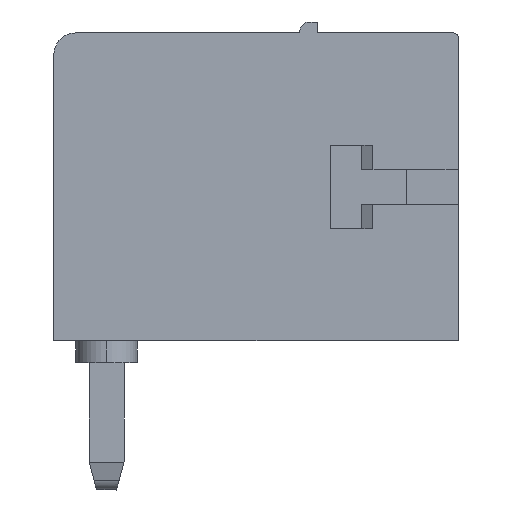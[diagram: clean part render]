
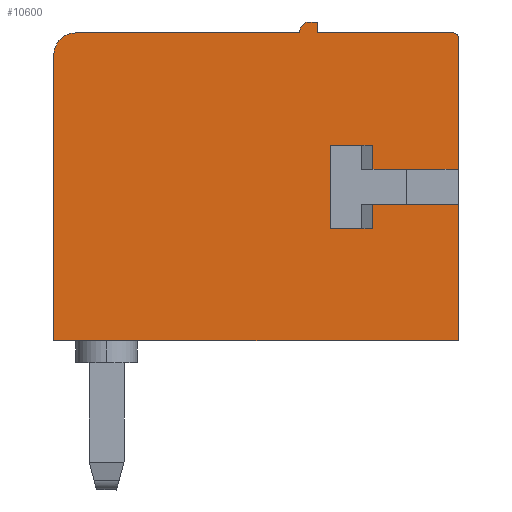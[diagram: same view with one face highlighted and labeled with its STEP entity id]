
A CAD part, left-side view. The second image highlights one B-rep face of the part: STEP entity #10600.
In plain terms, the highlighted face is planar.
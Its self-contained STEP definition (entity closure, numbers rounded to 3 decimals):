
#1510=CARTESIAN_POINT('',(-62.201,0.283,
-0.175));
#1520=VERTEX_POINT('',#1510);
#1690=CARTESIAN_POINT('',(-62.201,1.083,-0.175
));
#1700=VERTEX_POINT('',#1690);
#5670=CARTESIAN_POINT('',(-65.401,4.183,
-0.175));
#5680=VERTEX_POINT('',#5670);
#5710=CARTESIAN_POINT('',(-65.401,2.421,
-0.175));
#5720=DIRECTION('',(0.,1.,0.));
#5730=VECTOR('',#5720,1.);
#5740=LINE('',#5710,#5730);
#5750=CARTESIAN_POINT('',(-65.401,4.433,
-0.175));
#5760=VERTEX_POINT('',#5750);
#5770=EDGE_CURVE('',#5680,#5760,#5740,.T.);
#8000=CARTESIAN_POINT('',(-65.801,4.183,
-0.175));
#8010=VERTEX_POINT('',#8000);
#8040=CARTESIAN_POINT('',(-66.93,4.183,
-0.175));
#8050=DIRECTION('',(-1.,0.,0.));
#8060=VECTOR('',#8050,1.);
#8070=LINE('',#8040,#8060);
#8080=CARTESIAN_POINT('',(-70.901,4.183,-0.175))
;
#8090=VERTEX_POINT('',#8080);
#8100=EDGE_CURVE('',#8010,#8090,#8070,.T.);
#9240=CARTESIAN_POINT('',(-69.529,14.133,
-0.175));
#9250=DIRECTION('',(0.,0.,-1.));
#9260=DIRECTION('',(1.,0.,0.));
#9270=AXIS2_PLACEMENT_3D('',#9240,#9250,#9260);
#9280=PLANE('',#9270);
#9290=CARTESIAN_POINT('',(-66.93,1.083,
-0.175));
#9300=DIRECTION('',(-1.,0.,0.));
#9310=VECTOR('',#9300,1.);
#9320=LINE('',#9290,#9310);
#9330=CARTESIAN_POINT('',(-64.147,1.083,
-0.175));
#9340=VERTEX_POINT('',#9330);
#9350=EDGE_CURVE('',#1700,#9340,#9320,.T.);
#9360=ORIENTED_EDGE('',*,*,#9350,.F.);
#9370=CARTESIAN_POINT('',(-64.147,2.421,
-0.175));
#9380=DIRECTION('',(0.,1.,0.));
#9390=VECTOR('',#9380,1.);
#9400=LINE('',#9370,#9390);
#9410=CARTESIAN_POINT('',(-64.147,1.633,
-0.175));
#9420=VERTEX_POINT('',#9410);
#9430=EDGE_CURVE('',#9340,#9420,#9400,.T.);
#9440=ORIENTED_EDGE('',*,*,#9430,.F.);
#9450=CARTESIAN_POINT('',(-66.93,1.633,
-0.175));
#9460=DIRECTION('',(1.,0.,0.));
#9470=VECTOR('',#9460,1.);
#9480=LINE('',#9450,#9470);
#9490=CARTESIAN_POINT('',(-64.854,1.633,
-0.175));
#9500=VERTEX_POINT('',#9490);
#9510=EDGE_CURVE('',#9500,#9420,#9480,.T.);
#9520=ORIENTED_EDGE('',*,*,#9510,.T.);
#9530=CARTESIAN_POINT('',(-64.854,2.421,
-0.175));
#9540=DIRECTION('',(0.,-1.,0.));
#9550=VECTOR('',#9540,1.);
#9560=LINE('',#9530,#9550);
#9570=CARTESIAN_POINT('',(-64.854,-0.267,
-0.175));
#9580=VERTEX_POINT('',#9570);
#9590=EDGE_CURVE('',#9500,#9580,#9560,.T.);
#9600=ORIENTED_EDGE('',*,*,#9590,.F.);
#9610=CARTESIAN_POINT('',(-66.93,-0.267,
-0.175));
#9620=DIRECTION('',(1.,0.,0.));
#9630=VECTOR('',#9620,1.);
#9640=LINE('',#9610,#9630);
#9650=CARTESIAN_POINT('',(-64.147,-0.267,
-0.175));
#9660=VERTEX_POINT('',#9650);
#9670=EDGE_CURVE('',#9580,#9660,#9640,.T.);
#9680=ORIENTED_EDGE('',*,*,#9670,.F.);
#9690=CARTESIAN_POINT('',(-64.147,2.421,
-0.175));
#9700=DIRECTION('',(0.,1.,0.));
#9710=VECTOR('',#9700,1.);
#9720=LINE('',#9690,#9710);
#9730=CARTESIAN_POINT('',(-64.147,0.283,
-0.175));
#9740=VERTEX_POINT('',#9730);
#9750=EDGE_CURVE('',#9660,#9740,#9720,.T.);
#9760=ORIENTED_EDGE('',*,*,#9750,.F.);
#9770=CARTESIAN_POINT('',(-66.93,0.283,
-0.175));
#9780=DIRECTION('',(1.,0.,0.));
#9790=VECTOR('',#9780,1.);
#9800=LINE('',#9770,#9790);
#9810=EDGE_CURVE('',#9740,#1520,#9800,.T.);
#9820=ORIENTED_EDGE('',*,*,#9810,.F.);
#9830=CARTESIAN_POINT('',(-62.201,2.421,-0.175
));
#9840=DIRECTION('',(0.,1.,0.));
#9850=VECTOR('',#9840,1.);
#9860=LINE('',#9830,#9850);
#9870=CARTESIAN_POINT('',(-62.201,-2.817,-0.175
));
#9880=VERTEX_POINT('',#9870);
#9890=EDGE_CURVE('',#9880,#1520,#9860,.T.);
#9900=ORIENTED_EDGE('',*,*,#9890,.T.);
#9910=CARTESIAN_POINT('',(-66.93,-2.817,
-0.175));
#9920=DIRECTION('',(-1.,0.,0.));
#9930=VECTOR('',#9920,1.);
#9940=LINE('',#9910,#9930);
#9950=CARTESIAN_POINT('',(-71.401,-2.817,-0.175
));
#9960=VERTEX_POINT('',#9950);
#9970=EDGE_CURVE('',#9880,#9960,#9940,.T.);
#9980=ORIENTED_EDGE('',*,*,#9970,.F.);
#9990=CARTESIAN_POINT('',(-71.401,2.421,-0.175
));
#10000=DIRECTION('',(0.,1.,0.));
#10010=VECTOR('',#10000,1.);
#10020=LINE('',#9990,#10010);
#10030=CARTESIAN_POINT('',(-71.401,3.683,
-0.175));
#10040=VERTEX_POINT('',#10030);
#10050=EDGE_CURVE('',#9960,#10040,#10020,.T.);
#10060=ORIENTED_EDGE('',*,*,#10050,.F.);
#10070=CARTESIAN_POINT('',(-70.901,3.683,
-0.175));
#10080=DIRECTION('',(0.,0.,1.));
#10090=DIRECTION('',(1.,0.,0.));
#10100=AXIS2_PLACEMENT_3D('',#10070,#10080,#10090);
#10110=CIRCLE('',#10100,0.5);
#10120=EDGE_CURVE('',#8090,#10040,#10110,.T.);
#10130=ORIENTED_EDGE('',*,*,#10120,.T.);
#10140=ORIENTED_EDGE('',*,*,#8100,.T.);
#10150=CARTESIAN_POINT('',(-65.801,2.421,
-0.175));
#10160=DIRECTION('',(-0.,-1.,0.));
#10170=VECTOR('',#10160,1.);
#10180=LINE('',#10150,#10170);
#10190=CARTESIAN_POINT('',(-65.801,4.233,
-0.175));
#10200=VERTEX_POINT('',#10190);
#10210=EDGE_CURVE('',#10200,#8010,#10180,.T.);
#10220=ORIENTED_EDGE('',*,*,#10210,.T.);
#10230=CARTESIAN_POINT('',(-65.601,4.233,
-0.175));
#10240=DIRECTION('',(0.,0.,1.));
#10250=DIRECTION('',(1.,0.,0.));
#10260=AXIS2_PLACEMENT_3D('',#10230,#10240,#10250);
#10270=CIRCLE('',#10260,0.2);
#10280=CARTESIAN_POINT('',(-65.601,4.433,
-0.175));
#10290=VERTEX_POINT('',#10280);
#10300=EDGE_CURVE('',#10290,#10200,#10270,.T.);
#10310=ORIENTED_EDGE('',*,*,#10300,.T.);
#10320=CARTESIAN_POINT('',(-66.93,4.433,
-0.175));
#10330=DIRECTION('',(1.,0.,0.));
#10340=VECTOR('',#10330,1.);
#10350=LINE('',#10320,#10340);
#10360=EDGE_CURVE('',#10290,#5760,#10350,.T.);
#10370=ORIENTED_EDGE('',*,*,#10360,.F.);
#10380=ORIENTED_EDGE('',*,*,#5770,.T.);
#10390=CARTESIAN_POINT('',(-66.93,4.183,
-0.175));
#10400=DIRECTION('',(1.,0.,0.));
#10410=VECTOR('',#10400,1.);
#10420=LINE('',#10390,#10410);
#10430=CARTESIAN_POINT('',(-62.301,4.183,
-0.175));
#10440=VERTEX_POINT('',#10430);
#10450=EDGE_CURVE('',#5680,#10440,#10420,.T.);
#10460=ORIENTED_EDGE('',*,*,#10450,.F.);
#10470=CARTESIAN_POINT('',(-62.301,4.083,
-0.175));
#10480=DIRECTION('',(0.,0.,1.));
#10490=DIRECTION('',(1.,0.,0.));
#10500=AXIS2_PLACEMENT_3D('',#10470,#10480,#10490);
#10510=CIRCLE('',#10500,0.1);
#10520=CARTESIAN_POINT('',(-62.201,4.083,
-0.175));
#10530=VERTEX_POINT('',#10520);
#10540=EDGE_CURVE('',#10530,#10440,#10510,.T.);
#10550=ORIENTED_EDGE('',*,*,#10540,.T.);
#10560=EDGE_CURVE('',#1700,#10530,#9860,.T.);
#10570=ORIENTED_EDGE('',*,*,#10560,.T.);
#10580=EDGE_LOOP('',(#10570,#10550,#10460,#10380,#10370,#10310,#10220,
#10140,#10130,#10060,#9980,#9900,#9820,#9760,#9680,#9600,#9520,#9440,
#9360));
#10590=FACE_OUTER_BOUND('',#10580,.T.);
#10600=ADVANCED_FACE('',(#10590),#9280,.F.);
